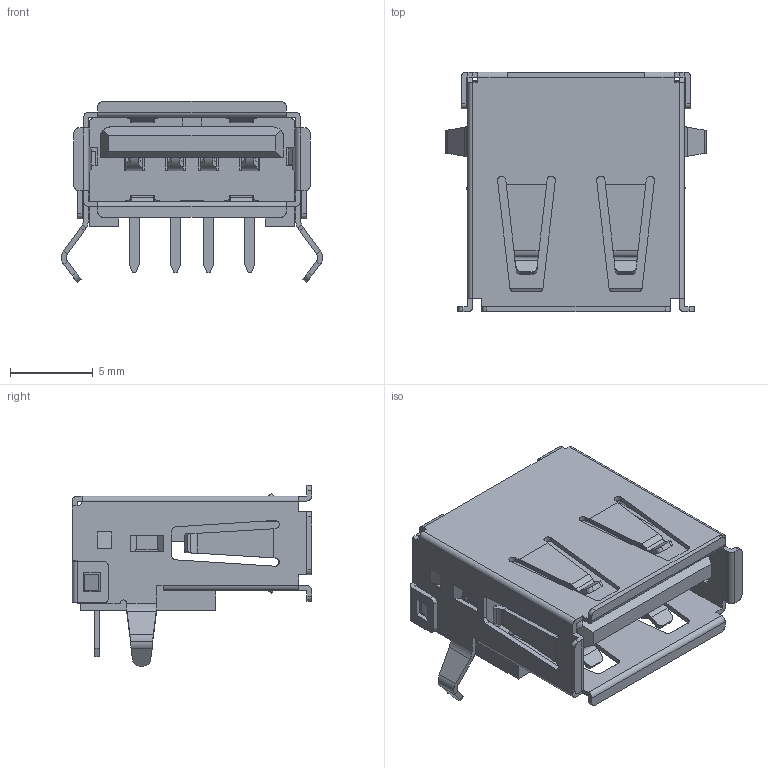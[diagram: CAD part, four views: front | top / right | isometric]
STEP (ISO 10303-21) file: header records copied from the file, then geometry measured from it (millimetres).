
FILE_DESCRIPTION(('STEP AP214'),'1');
FILE_NAME('usb_2_a_90.stp','2019-05-09T14:20:52',('TraceParts'),('TraceParts S.A.'),'Spatial InterOp 3D',' ',' ');
FILE_SCHEMA(('AUTOMOTIVE_DESIGN { 1 0 10303 214 1 1 1 1 }'));
Length unit declared in the file: millimetre
Products named in the file (1): usb_2_a_90
Bounding box: 15.8 x 14.5 x 10.96 mm (x, y, z)
Surface area: 2134.7 mm2 (no closed solid volume)
Topology: 0 solids, 9 shells, 723 faces, 2101 edges, 1335 vertices
Faces by surface type: plane 528, cylinder 154, bspline 41
Entity records: 32194 total; most frequent: CARTESIAN_POINT 7294, ORIENTED_EDGE 4266, DIRECTION 3643, EDGE_CURVE 2101, LINE 1677, VECTOR 1677, VERTEX_POINT 1335, AXIS2_PLACEMENT_3D 983
